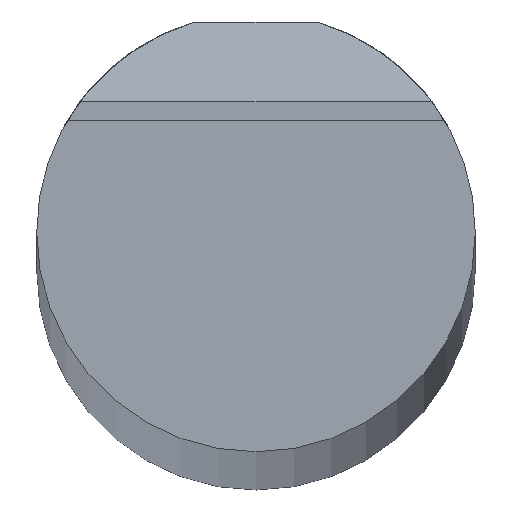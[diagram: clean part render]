
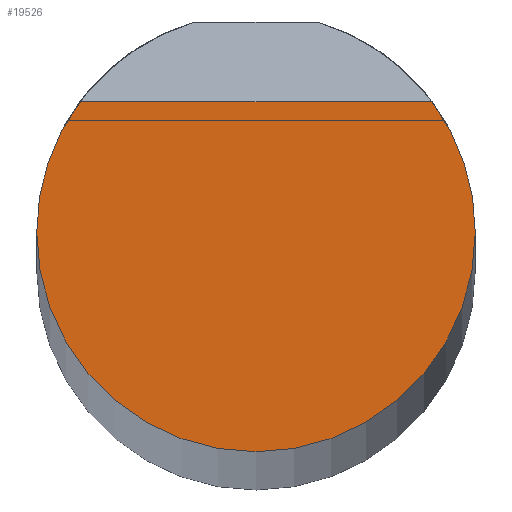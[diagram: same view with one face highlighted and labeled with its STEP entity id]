
A CAD part, top view. The second image highlights one B-rep face of the part: STEP entity #19526.
In plain terms, the highlighted planar face has unit normal (0, 0, 1).
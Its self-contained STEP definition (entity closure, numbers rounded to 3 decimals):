
#1377 = DIRECTION ( 'NONE',  ( -1., 0., 0. ) ) ;
#1842 = CARTESIAN_POINT ( 'NONE',  ( 5., 0., 500. ) ) ;
#2667 = CIRCLE ( 'NONE', #4793, 5. ) ;
#3059 = CARTESIAN_POINT ( 'NONE',  ( 4.015, 2.98, 500. ) ) ;
#3138 = PLANE ( 'NONE',  #10070 ) ;
#3286 = ORIENTED_EDGE ( 'NONE', *, *, #6050, .F. ) ;
#3895 = DIRECTION ( 'NONE',  ( 0., 0., -1. ) ) ;
#4793 = AXIS2_PLACEMENT_3D ( 'NONE', #12107, #16997, #20199 ) ;
#5450 = DIRECTION ( 'NONE',  ( -1., 0., 0. ) ) ;
#5543 = EDGE_CURVE ( 'NONE', #11955, #19299, #8037, .T. ) ;
#6050 = EDGE_CURVE ( 'NONE', #6451, #7177, #2667, .T. ) ;
#6426 = DIRECTION ( 'NONE',  ( 1., 0., 0. ) ) ;
#6451 = VERTEX_POINT ( 'NONE', #17179 ) ;
#6682 = EDGE_CURVE ( 'NONE', #11955, #7177, #18049, .T. ) ;
#7177 = VERTEX_POINT ( 'NONE', #20230 ) ;
#8037 = CIRCLE ( 'NONE', #16882, 5. ) ;
#8434 = FACE_OUTER_BOUND ( 'NONE', #18778, .T. ) ;
#10070 = AXIS2_PLACEMENT_3D ( 'NONE', #16500, #14843, #6426 ) ;
#11955 = VERTEX_POINT ( 'NONE', #3059 ) ;
#12107 = CARTESIAN_POINT ( 'NONE',  ( 0., 0., 500. ) ) ;
#12461 = ORIENTED_EDGE ( 'NONE', *, *, #5543, .F. ) ;
#12889 = AXIS2_PLACEMENT_3D ( 'NONE', #20484, #3895, #20583 ) ;
#13598 = ORIENTED_EDGE ( 'NONE', *, *, #19662, .F. ) ;
#14843 = DIRECTION ( 'NONE',  ( 0., 0., 1. ) ) ;
#15629 = CARTESIAN_POINT ( 'NONE',  ( 0., 0., 500. ) ) ;
#16500 = CARTESIAN_POINT ( 'NONE',  ( 0., 0., 500. ) ) ;
#16792 = CIRCLE ( 'NONE', #12889, 5. ) ;
#16882 = AXIS2_PLACEMENT_3D ( 'NONE', #15629, #20614, #5450 ) ;
#16997 = DIRECTION ( 'NONE',  ( 0., 0., -1. ) ) ;
#17179 = CARTESIAN_POINT ( 'NONE',  ( -5., 0., 500. ) ) ;
#17513 = VECTOR ( 'NONE', #1377, 1000. ) ;
#18049 = LINE ( 'NONE', #18155, #17513 ) ;
#18155 = CARTESIAN_POINT ( 'NONE',  ( 0., 2.98, 500. ) ) ;
#18778 = EDGE_LOOP ( 'NONE', ( #12461, #20005, #3286, #13598 ) ) ;
#19299 = VERTEX_POINT ( 'NONE', #1842 ) ;
#19526 = ADVANCED_FACE ( 'NONE', ( #8434 ), #3138, .T. ) ;
#19662 = EDGE_CURVE ( 'NONE', #19299, #6451, #16792, .T. ) ;
#20005 = ORIENTED_EDGE ( 'NONE', *, *, #6682, .T. ) ;
#20199 = DIRECTION ( 'NONE',  ( -1., 0., 0. ) ) ;
#20230 = CARTESIAN_POINT ( 'NONE',  ( -4.015, 2.98, 500. ) ) ;
#20484 = CARTESIAN_POINT ( 'NONE',  ( 0., 0., 500. ) ) ;
#20583 = DIRECTION ( 'NONE',  ( -1., 0., 0. ) ) ;
#20614 = DIRECTION ( 'NONE',  ( 0., 0., -1. ) ) ;
